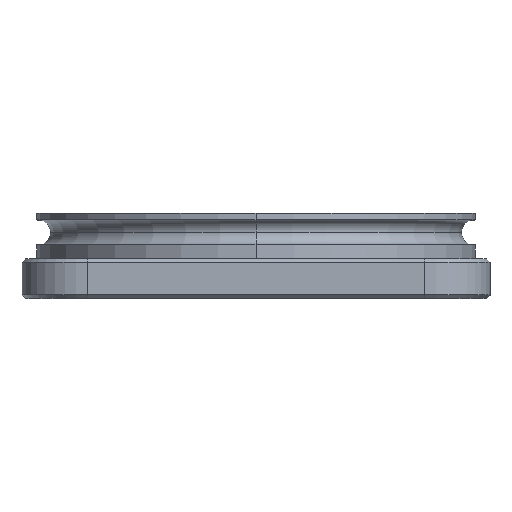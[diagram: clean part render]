
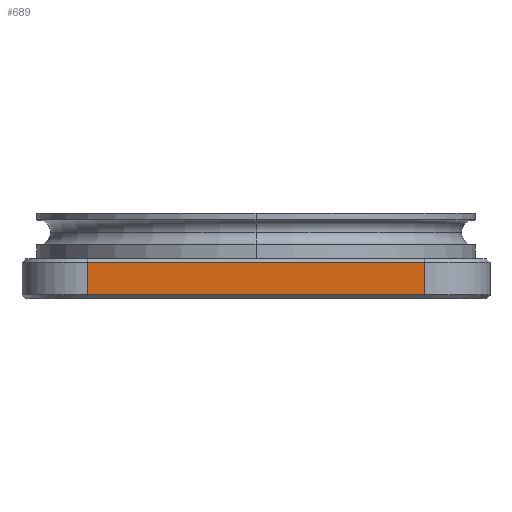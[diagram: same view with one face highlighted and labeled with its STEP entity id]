
A CAD part, top view. The second image highlights one B-rep face of the part: STEP entity #689.
In plain terms, the highlighted planar face has unit normal (0, 0, 1).
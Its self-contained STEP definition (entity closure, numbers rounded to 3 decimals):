
#248 = VERTEX_POINT('',#249);
#249 = CARTESIAN_POINT('',(-25.75,-283.972,35.75));
#257 = VERTEX_POINT('',#258);
#258 = CARTESIAN_POINT('',(25.75,-283.972,35.75));
#264 = EDGE_CURVE('',#248,#257,#265,.T.);
#265 = LINE('',#266,#267);
#266 = CARTESIAN_POINT('',(-25.75,-283.972,35.75));
#267 = VECTOR('',#268,1.);
#268 = DIRECTION('',(1.,0.,0.));
#689 = ADVANCED_FACE('',(#690),#715,.T.);
#690 = FACE_BOUND('',#691,.T.);
#691 = EDGE_LOOP('',(#692,#700,#708,#714));
#692 = ORIENTED_EDGE('',*,*,#693,.T.);
#693 = EDGE_CURVE('',#248,#694,#696,.T.);
#694 = VERTEX_POINT('',#695);
#695 = CARTESIAN_POINT('',(-25.75,-288.956,35.75));
#696 = LINE('',#697,#698);
#697 = CARTESIAN_POINT('',(-25.75,-340.022,35.75));
#698 = VECTOR('',#699,1.);
#699 = DIRECTION('',(-0.,-1.,-0.));
#700 = ORIENTED_EDGE('',*,*,#701,.F.);
#701 = EDGE_CURVE('',#702,#694,#704,.T.);
#702 = VERTEX_POINT('',#703);
#703 = CARTESIAN_POINT('',(25.75,-288.956,35.75));
#704 = LINE('',#705,#706);
#705 = CARTESIAN_POINT('',(25.75,-288.956,35.75));
#706 = VECTOR('',#707,1.);
#707 = DIRECTION('',(-1.,-0.,-0.));
#708 = ORIENTED_EDGE('',*,*,#709,.T.);
#709 = EDGE_CURVE('',#702,#257,#710,.T.);
#710 = LINE('',#711,#712);
#711 = CARTESIAN_POINT('',(25.75,-283.464,35.75));
#712 = VECTOR('',#713,1.);
#713 = DIRECTION('',(0.,1.,0.));
#714 = ORIENTED_EDGE('',*,*,#264,.F.);
#715 = PLANE('',#716);
#716 = AXIS2_PLACEMENT_3D('',#717,#718,#719);
#717 = CARTESIAN_POINT('',(0.,-340.022,35.75));
#718 = DIRECTION('',(0.,0.,1.));
#719 = DIRECTION('',(1.,0.,0.));
